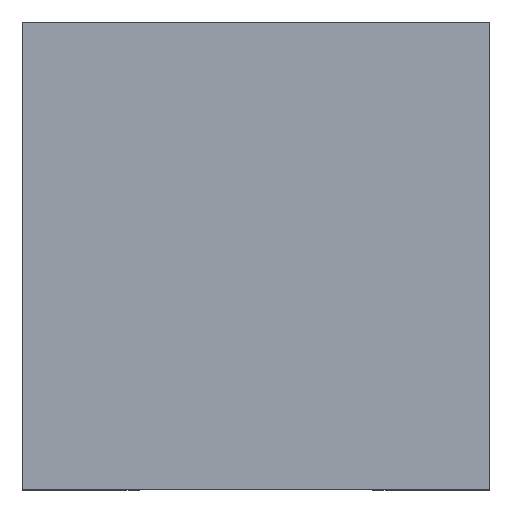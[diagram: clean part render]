
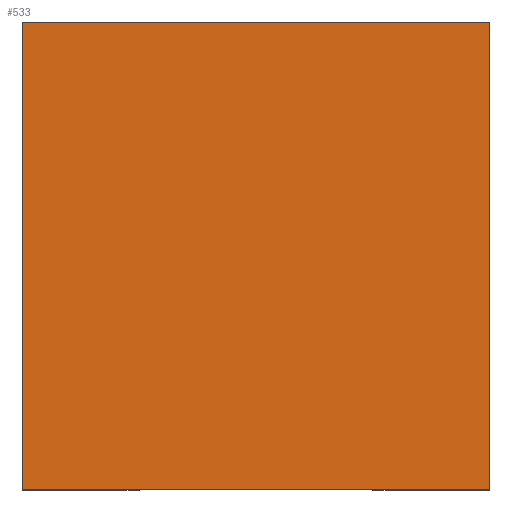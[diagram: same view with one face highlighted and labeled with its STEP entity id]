
A CAD part, top view. The second image highlights one B-rep face of the part: STEP entity #533.
In plain terms, the highlighted planar face has unit normal (0, 0, 1).
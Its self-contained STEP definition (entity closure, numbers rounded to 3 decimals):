
#47=FACE_OUTER_BOUND('',#73,.T.);
#73=EDGE_LOOP('',(#478,#479,#480,#481));
#139=LINE('',#822,#211);
#141=LINE('',#826,#213);
#143=LINE('',#830,#215);
#145=LINE('',#833,#217);
#211=VECTOR('',#673,10.);
#213=VECTOR('',#677,10.);
#215=VECTOR('',#681,10.);
#217=VECTOR('',#685,10.);
#262=VERTEX_POINT('',#819);
#263=VERTEX_POINT('',#821);
#264=VERTEX_POINT('',#825);
#265=VERTEX_POINT('',#829);
#331=EDGE_CURVE('',#263,#262,#139,.T.);
#333=EDGE_CURVE('',#264,#263,#141,.T.);
#335=EDGE_CURVE('',#265,#264,#143,.T.);
#337=EDGE_CURVE('',#262,#265,#145,.T.);
#478=ORIENTED_EDGE('',*,*,#337,.T.);
#479=ORIENTED_EDGE('',*,*,#335,.T.);
#480=ORIENTED_EDGE('',*,*,#333,.T.);
#481=ORIENTED_EDGE('',*,*,#331,.T.);
#507=PLANE('',#561);
#533=ADVANCED_FACE('',(#47),#507,.T.);
#561=AXIS2_PLACEMENT_3D('',#834,#686,#687);
#673=DIRECTION('',(0.,-1.,0.));
#677=DIRECTION('',(-1.,0.,0.));
#681=DIRECTION('',(0.,1.,0.));
#685=DIRECTION('',(1.,0.,0.));
#686=DIRECTION('center_axis',(0.,0.,1.));
#687=DIRECTION('ref_axis',(1.,0.,0.));
#819=CARTESIAN_POINT('',(-1.,-1.,0.9));
#821=CARTESIAN_POINT('',(-1.,1.,0.9));
#822=CARTESIAN_POINT('',(-1.,-1.,0.9));
#825=CARTESIAN_POINT('',(1.,1.,0.9));
#826=CARTESIAN_POINT('',(-1.,1.,0.9));
#829=CARTESIAN_POINT('',(1.,-1.,0.9));
#830=CARTESIAN_POINT('',(1.,1.,0.9));
#833=CARTESIAN_POINT('',(1.,-1.,0.9));
#834=CARTESIAN_POINT('Origin',(0.,0.,0.9));
